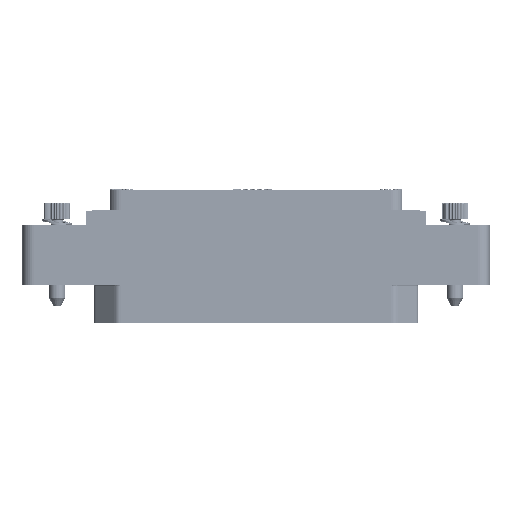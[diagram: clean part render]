
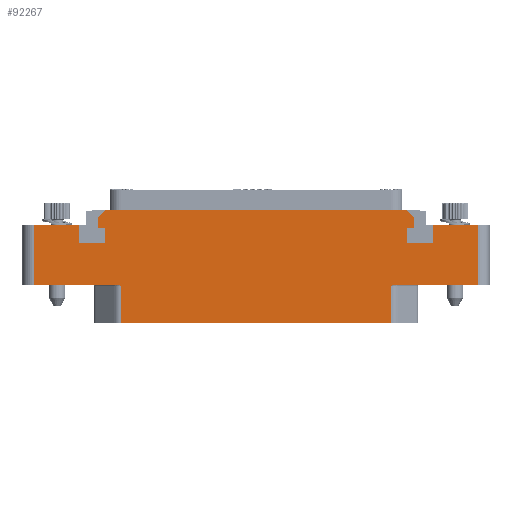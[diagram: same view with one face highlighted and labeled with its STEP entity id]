
A CAD part, top view. The second image highlights one B-rep face of the part: STEP entity #92267.
In plain terms, the highlighted planar face has unit normal (0, 0, 1).
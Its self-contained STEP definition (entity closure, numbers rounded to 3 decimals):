
#2359=DIRECTION('',(-1.,0.,0.));
#2360=VECTOR('',#2359,46.236);
#2361=CARTESIAN_POINT('',(23.118,-6.5,7.));
#2362=LINE('',#2361,#2360);
#2505=DIRECTION('',(0.,1.,0.));
#2506=VECTOR('',#2505,6.3);
#2507=CARTESIAN_POINT('',(23.118,-6.5,7.));
#2508=LINE('',#2507,#2506);
#2514=CARTESIAN_POINT('',(23.118,-0.2,7.));
#2515=CARTESIAN_POINT('',(23.14,-0.192,7.));
#2516=CARTESIAN_POINT('',(23.184,-0.176,7.));
#2517=CARTESIAN_POINT('',(23.251,-0.152,7.));
#2518=CARTESIAN_POINT('',(23.318,-0.128,7.));
#2519=CARTESIAN_POINT('',(23.385,-0.106,7.));
#2520=CARTESIAN_POINT('',(23.451,-0.085,7.));
#2521=CARTESIAN_POINT('',(23.515,-0.066,7.));
#2522=CARTESIAN_POINT('',(23.577,-0.049,7.));
#2523=CARTESIAN_POINT('',(23.636,-0.035,7.));
#2524=CARTESIAN_POINT('',(23.688,-0.024,7.));
#2525=CARTESIAN_POINT('',(23.734,-0.016,7.));
#2526=CARTESIAN_POINT('',(23.776,-0.01,7.));
#2527=CARTESIAN_POINT('',(23.814,-0.005,7.));
#2528=CARTESIAN_POINT('',(23.85,-0.002,7.));
#2529=CARTESIAN_POINT('',(23.884,0.,7.));
#2530=CARTESIAN_POINT('',(23.907,0.,7.));
#2531=CARTESIAN_POINT('',(23.918,0.,7.));
#2538=DIRECTION('',(1.,0.,0.));
#2539=VECTOR('',#2538,7.8);
#2540=CARTESIAN_POINT('',(-38.,10.25,7.));
#2541=LINE('',#2540,#2539);
#2542=DIRECTION('',(0.,-1.,0.));
#2543=VECTOR('',#2542,3.2);
#2544=CARTESIAN_POINT('',(-30.2,10.25,7.));
#2545=LINE('',#2544,#2543);
#2546=DIRECTION('',(1.,0.,0.));
#2547=VECTOR('',#2546,4.4);
#2548=CARTESIAN_POINT('',(-30.2,7.05,7.));
#2549=LINE('',#2548,#2547);
#2550=DIRECTION('',(0.,1.,0.));
#2551=VECTOR('',#2550,2.6);
#2552=CARTESIAN_POINT('',(-25.8,7.05,7.));
#2553=LINE('',#2552,#2551);
#2554=DIRECTION('',(-1.,0.,0.));
#2555=VECTOR('',#2554,1.2);
#2556=CARTESIAN_POINT('',(-25.8,9.65,7.));
#2557=LINE('',#2556,#2555);
#2558=DIRECTION('',(0.,-1.,0.));
#2559=VECTOR('',#2558,1.9);
#2560=CARTESIAN_POINT('',(-27.,11.55,7.));
#2561=LINE('',#2560,#2559);
#2562=DIRECTION('',(1.,0.,0.));
#2563=VECTOR('',#2562,51.6);
#2564=CARTESIAN_POINT('',(-25.8,12.75,7.));
#2565=LINE('',#2564,#2563);
#2566=DIRECTION('',(0.,-1.,0.));
#2567=VECTOR('',#2566,1.9);
#2568=CARTESIAN_POINT('',(27.,11.55,7.));
#2569=LINE('',#2568,#2567);
#2570=DIRECTION('',(-1.,0.,0.));
#2571=VECTOR('',#2570,1.2);
#2572=CARTESIAN_POINT('',(27.,9.65,7.));
#2573=LINE('',#2572,#2571);
#2574=DIRECTION('',(0.,-1.,0.));
#2575=VECTOR('',#2574,2.6);
#2576=CARTESIAN_POINT('',(25.8,9.65,7.));
#2577=LINE('',#2576,#2575);
#2578=DIRECTION('',(1.,0.,0.));
#2579=VECTOR('',#2578,4.4);
#2580=CARTESIAN_POINT('',(25.8,7.05,7.));
#2581=LINE('',#2580,#2579);
#2582=DIRECTION('',(0.,1.,0.));
#2583=VECTOR('',#2582,3.2);
#2584=CARTESIAN_POINT('',(30.2,7.05,7.));
#2585=LINE('',#2584,#2583);
#2586=DIRECTION('',(1.,0.,0.));
#2587=VECTOR('',#2586,7.8);
#2588=CARTESIAN_POINT('',(30.2,10.25,7.));
#2589=LINE('',#2588,#2587);
#2590=DIRECTION('',(1.,0.,0.));
#2591=VECTOR('',#2590,14.082);
#2592=CARTESIAN_POINT('',(23.918,0.,7.));
#2593=LINE('',#2592,#2591);
#2619=DIRECTION('',(0.,1.,0.));
#2620=VECTOR('',#2619,10.25);
#2621=CARTESIAN_POINT('',(38.,0.,7.));
#2622=LINE('',#2621,#2620);
#2915=DIRECTION('',(0.707,-0.707,0.));
#2916=VECTOR('',#2915,1.697);
#2917=CARTESIAN_POINT('',(25.8,12.75,7.));
#2918=LINE('',#2917,#2916);
#2999=DIRECTION('',(-0.707,-0.707,0.));
#3000=VECTOR('',#2999,1.697);
#3001=CARTESIAN_POINT('',(-25.8,12.75,7.));
#3002=LINE('',#3001,#3000);
#3121=DIRECTION('',(0.,-1.,0.));
#3122=VECTOR('',#3121,10.25);
#3123=CARTESIAN_POINT('',(-38.,10.25,7.));
#3124=LINE('',#3123,#3122);
#3156=DIRECTION('',(1.,0.,0.));
#3157=VECTOR('',#3156,14.082);
#3158=CARTESIAN_POINT('',(-38.,0.,7.));
#3159=LINE('',#3158,#3157);
#3271=CARTESIAN_POINT('',(-23.918,0.,7.));
#3272=CARTESIAN_POINT('',(-23.907,0.,7.));
#3273=CARTESIAN_POINT('',(-23.884,0.,7.));
#3274=CARTESIAN_POINT('',(-23.85,-0.002,7.));
#3275=CARTESIAN_POINT('',(-23.814,-0.005,7.));
#3276=CARTESIAN_POINT('',(-23.776,-0.01,7.));
#3277=CARTESIAN_POINT('',(-23.734,-0.016,7.));
#3278=CARTESIAN_POINT('',(-23.688,-0.024,7.));
#3279=CARTESIAN_POINT('',(-23.636,-0.035,7.));
#3280=CARTESIAN_POINT('',(-23.577,-0.049,7.));
#3281=CARTESIAN_POINT('',(-23.515,-0.066,7.));
#3282=CARTESIAN_POINT('',(-23.451,-0.085,7.));
#3283=CARTESIAN_POINT('',(-23.385,-0.106,7.));
#3284=CARTESIAN_POINT('',(-23.318,-0.128,7.));
#3285=CARTESIAN_POINT('',(-23.251,-0.152,7.));
#3286=CARTESIAN_POINT('',(-23.184,-0.176,7.));
#3287=CARTESIAN_POINT('',(-23.14,-0.192,7.));
#3288=CARTESIAN_POINT('',(-23.118,-0.2,7.));
#3290=DIRECTION('',(0.,1.,0.));
#3291=VECTOR('',#3290,6.3);
#3292=CARTESIAN_POINT('',(-23.118,-6.5,7.));
#3293=LINE('',#3292,#3291);
#72779=CARTESIAN_POINT('',(-30.2,10.25,7.));
#72780=CARTESIAN_POINT('',(-30.2,7.05,7.));
#72781=VERTEX_POINT('',#72779);
#72782=VERTEX_POINT('',#72780);
#72783=CARTESIAN_POINT('',(-25.8,7.05,7.));
#72784=VERTEX_POINT('',#72783);
#72785=CARTESIAN_POINT('',(-25.8,9.65,7.));
#72786=VERTEX_POINT('',#72785);
#72787=CARTESIAN_POINT('',(-27.,9.65,7.));
#72788=VERTEX_POINT('',#72787);
#72789=CARTESIAN_POINT('',(27.,9.65,7.));
#72790=CARTESIAN_POINT('',(25.8,9.65,7.));
#72791=VERTEX_POINT('',#72789);
#72792=VERTEX_POINT('',#72790);
#72793=CARTESIAN_POINT('',(25.8,7.05,7.));
#72794=VERTEX_POINT('',#72793);
#72795=CARTESIAN_POINT('',(30.2,7.05,7.));
#72796=VERTEX_POINT('',#72795);
#72797=CARTESIAN_POINT('',(30.2,10.25,7.));
#72798=VERTEX_POINT('',#72797);
#72803=CARTESIAN_POINT('',(-27.,11.55,7.));
#72805=VERTEX_POINT('',#72803);
#72807=CARTESIAN_POINT('',(-25.8,12.75,7.));
#72808=VERTEX_POINT('',#72807);
#72809=CARTESIAN_POINT('',(27.,11.55,7.));
#72811=VERTEX_POINT('',#72809);
#72813=CARTESIAN_POINT('',(25.8,12.75,7.));
#72814=VERTEX_POINT('',#72813);
#72891=CARTESIAN_POINT('',(38.,0.,7.));
#72892=CARTESIAN_POINT('',(38.,10.25,7.));
#72893=VERTEX_POINT('',#72891);
#72894=VERTEX_POINT('',#72892);
#72899=CARTESIAN_POINT('',(-38.,10.25,7.));
#72900=CARTESIAN_POINT('',(-38.,0.,7.));
#72901=VERTEX_POINT('',#72899);
#72902=VERTEX_POINT('',#72900);
#73108=CARTESIAN_POINT('',(23.118,-6.5,7.));
#73110=VERTEX_POINT('',#73108);
#73111=CARTESIAN_POINT('',(-23.118,-6.5,7.));
#73113=VERTEX_POINT('',#73111);
#73175=CARTESIAN_POINT('',(-23.118,-0.2,7.));
#73176=VERTEX_POINT('',#73175);
#73177=CARTESIAN_POINT('',(-23.918,0.,7.));
#73178=VERTEX_POINT('',#73177);
#73179=CARTESIAN_POINT('',(23.118,-0.2,7.));
#73181=VERTEX_POINT('',#73179);
#73183=CARTESIAN_POINT('',(23.918,0.,7.));
#73185=VERTEX_POINT('',#73183);
#92215=CARTESIAN_POINT('',(0.,0.,7.));
#92216=DIRECTION('',(0.,0.,-1.));
#92217=DIRECTION('',(-1.,0.,0.));
#92218=AXIS2_PLACEMENT_3D('',#92215,#92216,#92217);
#92219=PLANE('',#92218);
#92221=ORIENTED_EDGE('',*,*,#92220,.F.);
#92222=ORIENTED_EDGE('',*,*,#92207,.F.);
#92223=ORIENTED_EDGE('',*,*,#92196,.F.);
#92224=ORIENTED_EDGE('',*,*,#92046,.T.);
#92226=ORIENTED_EDGE('',*,*,#92225,.T.);
#92228=ORIENTED_EDGE('',*,*,#92227,.F.);
#92230=ORIENTED_EDGE('',*,*,#92229,.F.);
#92232=ORIENTED_EDGE('',*,*,#92231,.F.);
#92234=ORIENTED_EDGE('',*,*,#92233,.T.);
#92236=ORIENTED_EDGE('',*,*,#92235,.T.);
#92238=ORIENTED_EDGE('',*,*,#92237,.T.);
#92240=ORIENTED_EDGE('',*,*,#92239,.T.);
#92242=ORIENTED_EDGE('',*,*,#92241,.T.);
#92244=ORIENTED_EDGE('',*,*,#92243,.F.);
#92246=ORIENTED_EDGE('',*,*,#92245,.F.);
#92248=ORIENTED_EDGE('',*,*,#92247,.T.);
#92250=ORIENTED_EDGE('',*,*,#92249,.T.);
#92252=ORIENTED_EDGE('',*,*,#92251,.T.);
#92254=ORIENTED_EDGE('',*,*,#92253,.T.);
#92256=ORIENTED_EDGE('',*,*,#92255,.T.);
#92258=ORIENTED_EDGE('',*,*,#92257,.T.);
#92260=ORIENTED_EDGE('',*,*,#92259,.T.);
#92262=ORIENTED_EDGE('',*,*,#92261,.T.);
#92264=ORIENTED_EDGE('',*,*,#92263,.F.);
#92265=EDGE_LOOP('',(#92221,#92222,#92223,#92224,#92226,#92228,#92230,#92232,
#92234,#92236,#92238,#92240,#92242,#92244,#92246,#92248,#92250,#92252,#92254,
#92256,#92258,#92260,#92262,#92264));
#92266=FACE_OUTER_BOUND('',#92265,.F.);
#92267=ADVANCED_FACE('',(#92266),#92219,.F.);
#2532=B_SPLINE_CURVE_WITH_KNOTS('',3,(#2514,#2515,#2516,#2517,#2518,#2519,#2520,
#2521,#2522,#2523,#2524,#2525,#2526,#2527,#2528,#2529,#2530,#2531),
.UNSPECIFIED.,.F.,.F.,(4,1,1,1,1,1,1,1,1,1,1,1,1,1,1,4),(0.,0.067,
0.133,0.2,0.267,0.333,0.4,
0.467,0.533,0.6,0.667,0.733,
0.8,0.867,0.933,1.),.UNSPECIFIED.);
#3289=B_SPLINE_CURVE_WITH_KNOTS('',3,(#3271,#3272,#3273,#3274,#3275,#3276,#3277,
#3278,#3279,#3280,#3281,#3282,#3283,#3284,#3285,#3286,#3287,#3288),
.UNSPECIFIED.,.F.,.F.,(4,1,1,1,1,1,1,1,1,1,1,1,1,1,1,4),(0.,0.067,
0.133,0.2,0.267,0.333,0.4,
0.467,0.533,0.6,0.667,0.733,
0.8,0.867,0.933,1.),.UNSPECIFIED.);
#92046=EDGE_CURVE('',#73110,#73113,#2362,.T.);
#92196=EDGE_CURVE('',#73110,#73181,#2508,.T.);
#92207=EDGE_CURVE('',#73181,#73185,#2532,.T.);
#92220=EDGE_CURVE('',#73185,#72893,#2593,.T.);
#92225=EDGE_CURVE('',#73113,#73176,#3293,.T.);
#92227=EDGE_CURVE('',#73178,#73176,#3289,.T.);
#92229=EDGE_CURVE('',#72902,#73178,#3159,.T.);
#92231=EDGE_CURVE('',#72901,#72902,#3124,.T.);
#92233=EDGE_CURVE('',#72901,#72781,#2541,.T.);
#92235=EDGE_CURVE('',#72781,#72782,#2545,.T.);
#92237=EDGE_CURVE('',#72782,#72784,#2549,.T.);
#92239=EDGE_CURVE('',#72784,#72786,#2553,.T.);
#92241=EDGE_CURVE('',#72786,#72788,#2557,.T.);
#92243=EDGE_CURVE('',#72805,#72788,#2561,.T.);
#92245=EDGE_CURVE('',#72808,#72805,#3002,.T.);
#92247=EDGE_CURVE('',#72808,#72814,#2565,.T.);
#92249=EDGE_CURVE('',#72814,#72811,#2918,.T.);
#92251=EDGE_CURVE('',#72811,#72791,#2569,.T.);
#92253=EDGE_CURVE('',#72791,#72792,#2573,.T.);
#92255=EDGE_CURVE('',#72792,#72794,#2577,.T.);
#92257=EDGE_CURVE('',#72794,#72796,#2581,.T.);
#92259=EDGE_CURVE('',#72796,#72798,#2585,.T.);
#92261=EDGE_CURVE('',#72798,#72894,#2589,.T.);
#92263=EDGE_CURVE('',#72893,#72894,#2622,.T.);
